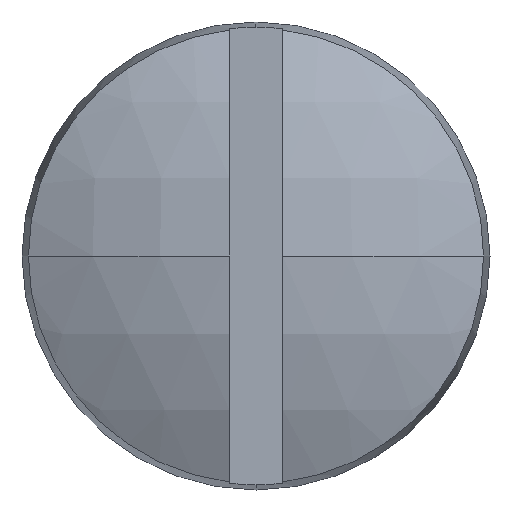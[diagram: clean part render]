
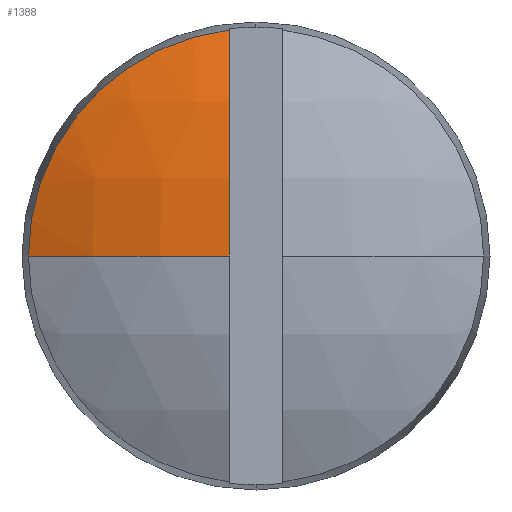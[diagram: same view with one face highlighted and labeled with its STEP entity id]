
A CAD part, left-side view. The second image highlights one B-rep face of the part: STEP entity #1388.
In plain terms, the highlighted spherical face has radius 7.641 mm.
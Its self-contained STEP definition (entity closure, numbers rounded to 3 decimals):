
#511 = CIRCLE ( 'NONE', #1933, 7.631 ) ;
#556 = CARTESIAN_POINT ( 'NONE',  ( 0.8, 3.404, 0. ) ) ;
#782 = CARTESIAN_POINT ( 'NONE',  ( 7.641, 0., 0. ) ) ;
#887 = EDGE_CURVE ( 'NONE', #1047, #1971, #4182, .T. ) ;
#1047 = VERTEX_POINT ( 'NONE', #556 ) ;
#1361 = AXIS2_PLACEMENT_3D ( 'NONE', #4850, #1783, #3292 ) ;
#1388 = ADVANCED_FACE ( 'NONE', ( #1526 ), #3022, .T. ) ;
#1526 = FACE_OUTER_BOUND ( 'NONE', #1768, .T. ) ;
#1579 = CARTESIAN_POINT ( 'NONE',  ( 7.641, 0.4, 0. ) ) ;
#1768 = EDGE_LOOP ( 'NONE', ( #4397, #3106, #3348 ) ) ;
#1783 = DIRECTION ( 'NONE',  ( -1., 0., 0. ) ) ;
#1893 = AXIS2_PLACEMENT_3D ( 'NONE', #782, #3077, #2290 ) ;
#1933 = AXIS2_PLACEMENT_3D ( 'NONE', #1579, #3085, #3107 ) ;
#1971 = VERTEX_POINT ( 'NONE', #3140 ) ;
#2179 = DIRECTION ( 'NONE',  ( 0., 0., 1. ) ) ;
#2290 = DIRECTION ( 'NONE',  ( 0., 1., 0. ) ) ;
#2542 = CARTESIAN_POINT ( 'NONE',  ( 7.641, 0., 0. ) ) ;
#2590 = AXIS2_PLACEMENT_3D ( 'NONE', #2542, #2179, #3787 ) ;
#2661 = VERTEX_POINT ( 'NONE', #3301 ) ;
#3022 = SPHERICAL_SURFACE ( 'NONE', #1893, 7.641 ) ;
#3077 = DIRECTION ( 'NONE',  ( 0., 0., -1. ) ) ;
#3085 = DIRECTION ( 'NONE',  ( 0., -1., 0. ) ) ;
#3106 = ORIENTED_EDGE ( 'NONE', *, *, #887, .T. ) ;
#3107 = DIRECTION ( 'NONE',  ( 0., 0., -1. ) ) ;
#3140 = CARTESIAN_POINT ( 'NONE',  ( 0.01, 0.4, 0. ) ) ;
#3188 = EDGE_CURVE ( 'NONE', #2661, #1971, #511, .T. ) ;
#3256 = CIRCLE ( 'NONE', #1361, 3.404 ) ;
#3292 = DIRECTION ( 'NONE',  ( 0., 0., 1. ) ) ;
#3301 = CARTESIAN_POINT ( 'NONE',  ( 0.8, 0.4, 3.38 ) ) ;
#3348 = ORIENTED_EDGE ( 'NONE', *, *, #3188, .F. ) ;
#3787 = DIRECTION ( 'NONE',  ( 1., 0., 0. ) ) ;
#4182 = CIRCLE ( 'NONE', #2590, 7.641 ) ;
#4397 = ORIENTED_EDGE ( 'NONE', *, *, #4580, .T. ) ;
#4580 = EDGE_CURVE ( 'NONE', #2661, #1047, #3256, .T. ) ;
#4850 = CARTESIAN_POINT ( 'NONE',  ( 0.8, 0., 0. ) ) ;
